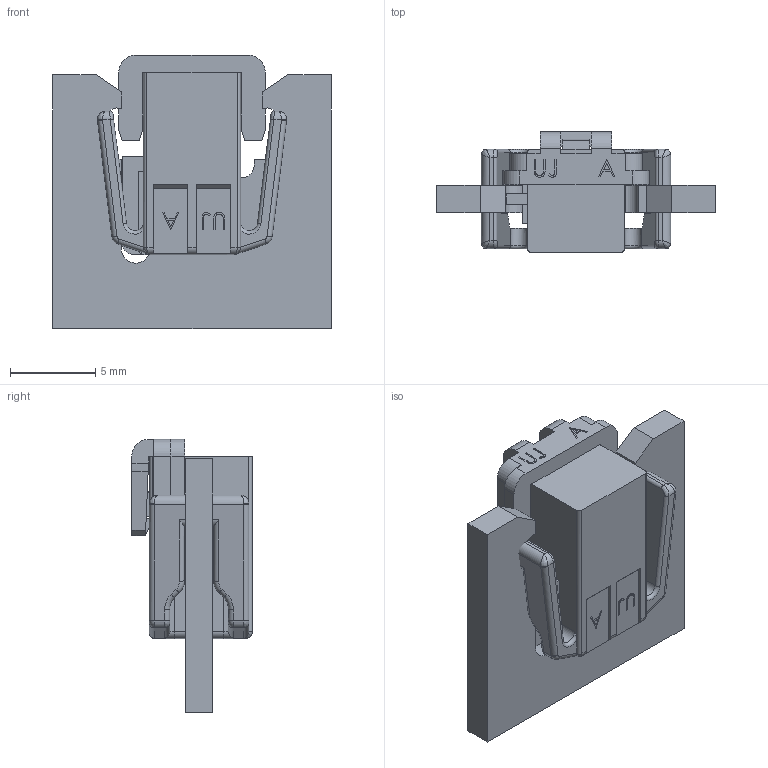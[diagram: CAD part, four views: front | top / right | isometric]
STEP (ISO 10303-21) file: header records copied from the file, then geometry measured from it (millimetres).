
FILE_DESCRIPTION (( 'STEP AP214' ), '1' );
FILE_NAME ('C_PCB Slot 2P.STEP', '2018-03-05T05:25:22', ( 'Personal' ), ( 'Microsoft' ), 'SwSTEP 2.0', 'SolidWorks 2014', '' );
FILE_SCHEMA (( 'AUTOMOTIVE_DESIGN' ));
Length unit declared in the file: millimetre
Products named in the file (4): PCB Slot 2F T／CPA_Rev A; PCB Slot 2P PCB_Rev 6; C_PCB Slot 2F HSG; C_PCB Slot 2P
Assembly tree (3 placements, depth 2):
  C_PCB Slot 2P
    C_PCB Slot 2F HSG
    PCB Slot 2P PCB_Rev 6
    PCB Slot 2F T／CPA_Rev A
Bounding box: 16.34 x 7.07 x 16.05 mm (x, y, z)
Volume: 738.3 mm3; surface area: 1284.6 mm2
Topology: 7 solids, 7 shells, 407 faces, 1066 edges, 678 vertices
Faces by surface type: plane 248, cylinder 93, bspline 40, torus 26
Entity records: 14182 total; most frequent: CARTESIAN_POINT 4313, ORIENTED_EDGE 2120, DIRECTION 1844, EDGE_CURVE 1060, VECTOR 766, LINE 766, VERTEX_POINT 678, AXIS2_PLACEMENT_3D 539
